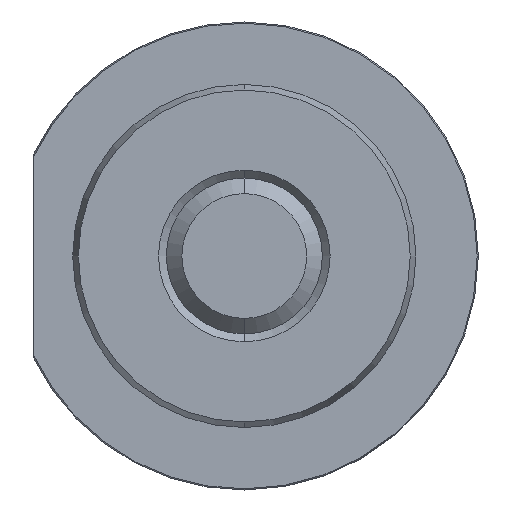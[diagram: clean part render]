
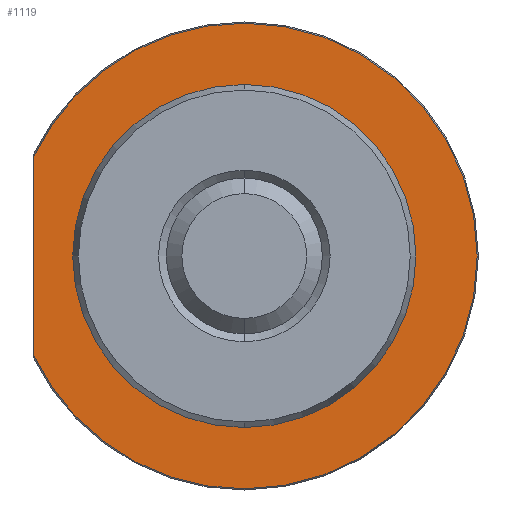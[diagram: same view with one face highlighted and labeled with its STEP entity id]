
A CAD part, left-side view. The second image highlights one B-rep face of the part: STEP entity #1119.
In plain terms, the highlighted planar face has unit normal (-1, 0, 0).
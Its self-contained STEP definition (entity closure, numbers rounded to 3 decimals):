
#218 = CARTESIAN_POINT ( 'NONE',  ( 22., 13.5, -6.37 ) ) ;
#220 = CARTESIAN_POINT ( 'NONE',  ( 22., 0., 11. ) ) ;
#237 = CARTESIAN_POINT ( 'NONE',  ( 22., 0., -11. ) ) ;
#250 = CARTESIAN_POINT ( 'NONE',  ( 22., 0., 14.927 ) ) ;
#257 = CARTESIAN_POINT ( 'NONE',  ( 22., 0., -14.927 ) ) ;
#261 = CARTESIAN_POINT ( 'NONE',  ( 22., 13.5, 6.37 ) ) ;
#588 = EDGE_CURVE ( 'NONE', #1838, #1811, #981, .T. ) ;
#590 = EDGE_CURVE ( 'NONE', #1811, #1873, #984, .T. ) ;
#619 = EDGE_CURVE ( 'NONE', #1718, #1764, #1028, .T. ) ;
#627 = EDGE_CURVE ( 'NONE', #1873, #1672, #1036, .T. ) ;
#633 = EDGE_CURVE ( 'NONE', #1764, #1718, #1043, .T. ) ;
#637 = EDGE_CURVE ( 'NONE', #1672, #1838, #1048, .T. ) ;
#683 = AXIS2_PLACEMENT_3D ( 'NONE', #1709, #1708, #1707 ) ;
#685 = AXIS2_PLACEMENT_3D ( 'NONE', #1705, #1703, #1702 ) ;
#698 = AXIS2_PLACEMENT_3D ( 'NONE', #1591, #1590, #1589 ) ;
#706 = AXIS2_PLACEMENT_3D ( 'NONE', #1559, #1552, #1551 ) ;
#710 = AXIS2_PLACEMENT_3D ( 'NONE', #1547, #1541, #1540 ) ;
#761 = AXIS2_PLACEMENT_3D ( 'NONE', #1229, #1206, #1204 ) ;
#981 = CIRCLE ( 'NONE', #683, 14.927 ) ;
#984 = CIRCLE ( 'NONE', #685, 14.927 ) ;
#1028 = CIRCLE ( 'NONE', #698, 11. ) ;
#1036 = LINE ( 'NONE', #1570, #1037 ) ;
#1037 = VECTOR ( 'NONE', #1569, 1000. ) ;
#1043 = CIRCLE ( 'NONE', #706, 11. ) ;
#1048 = CIRCLE ( 'NONE', #710, 14.927 ) ;
#1119 = ADVANCED_FACE ( 'NONE', ( #2385, #2388 ), #1219, .F. ) ;
#1204 = DIRECTION ( 'NONE',  ( 0., 0., -1. ) ) ;
#1206 = DIRECTION ( 'NONE',  ( 1., 0., 0. ) ) ;
#1219 = PLANE ( 'NONE',  #761 ) ;
#1229 = CARTESIAN_POINT ( 'NONE',  ( 22., 11., 0. ) ) ;
#1540 = DIRECTION ( 'NONE',  ( 0., 0., -1. ) ) ;
#1541 = DIRECTION ( 'NONE',  ( -1., 0., 0. ) ) ;
#1547 = CARTESIAN_POINT ( 'NONE',  ( 22., 0., 0. ) ) ;
#1551 = DIRECTION ( 'NONE',  ( 0., 0., 1. ) ) ;
#1552 = DIRECTION ( 'NONE',  ( -1., 0., 0. ) ) ;
#1559 = CARTESIAN_POINT ( 'NONE',  ( 22., 0., 0. ) ) ;
#1569 = DIRECTION ( 'NONE',  ( 0., 0., -1. ) ) ;
#1570 = CARTESIAN_POINT ( 'NONE',  ( 22., 13.5, 0. ) ) ;
#1589 = DIRECTION ( 'NONE',  ( 0., 0., 1. ) ) ;
#1590 = DIRECTION ( 'NONE',  ( -1., 0., 0. ) ) ;
#1591 = CARTESIAN_POINT ( 'NONE',  ( 22., 0., 0. ) ) ;
#1672 = VERTEX_POINT ( 'NONE', #218 ) ;
#1702 = DIRECTION ( 'NONE',  ( 0., 0., -1. ) ) ;
#1703 = DIRECTION ( 'NONE',  ( -1., 0., 0. ) ) ;
#1705 = CARTESIAN_POINT ( 'NONE',  ( 22., 0., 0. ) ) ;
#1707 = DIRECTION ( 'NONE',  ( 0., 0., -1. ) ) ;
#1708 = DIRECTION ( 'NONE',  ( -1., 0., 0. ) ) ;
#1709 = CARTESIAN_POINT ( 'NONE',  ( 22., 0., 0. ) ) ;
#1718 = VERTEX_POINT ( 'NONE', #220 ) ;
#1764 = VERTEX_POINT ( 'NONE', #237 ) ;
#1811 = VERTEX_POINT ( 'NONE', #250 ) ;
#1838 = VERTEX_POINT ( 'NONE', #257 ) ;
#1873 = VERTEX_POINT ( 'NONE', #261 ) ;
#2385 = FACE_OUTER_BOUND ( 'NONE', #2800, .T. ) ;
#2388 = FACE_BOUND ( 'NONE', #2752, .T. ) ;
#2546 = ORIENTED_EDGE ( 'NONE', *, *, #627, .T. ) ;
#2574 = ORIENTED_EDGE ( 'NONE', *, *, #588, .T. ) ;
#2576 = ORIENTED_EDGE ( 'NONE', *, *, #590, .T. ) ;
#2581 = ORIENTED_EDGE ( 'NONE', *, *, #619, .F. ) ;
#2582 = ORIENTED_EDGE ( 'NONE', *, *, #633, .F. ) ;
#2752 = EDGE_LOOP ( 'NONE', ( #2581, #2582 ) ) ;
#2800 = EDGE_LOOP ( 'NONE', ( #2824, #2574, #2576, #2546 ) ) ;
#2824 = ORIENTED_EDGE ( 'NONE', *, *, #637, .T. ) ;
